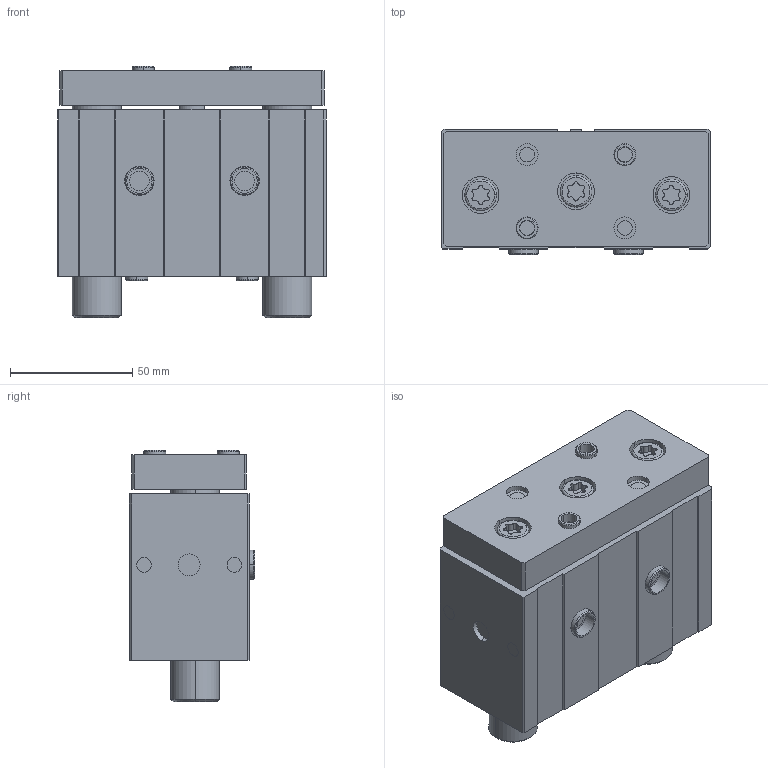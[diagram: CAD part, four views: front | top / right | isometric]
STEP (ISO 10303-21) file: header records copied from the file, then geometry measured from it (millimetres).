
FILE_DESCRIPTION((''),'2;1');
FILE_NAME('ASM0002_ASM','2023-03-03T11:41:38',('rpara'),(''),'CREO PARAMETRIC BY PTC INC, 2020342','CREO PARAMETRIC BY PTC INC, 2020342','');
FILE_SCHEMA(('CONFIG_CONTROL_DESIGN'));
Length unit declared in the file: millimetre
Products named in the file (6): 170854DFM_Z; 17085420_K; 150927_ZBH_9; 116515_G1_8; 189653_ZBH_12; ASM0002_ASM
Assembly tree (10 placements, depth 2):
  ASM0002_ASM
    170854DFM_Z
    17085420_K
    150927_ZBH_9  x4
    116515_G1_8  x2
    189653_ZBH_12  x2
Bounding box: 110 x 51.45 x 102.9 mm (x, y, z)
Volume: 412773.1 mm3; surface area: 92541.5 mm2
Topology: 10 solids, 30 shells, 495 faces, 1108 edges, 702 vertices
Faces by surface type: cylinder 216, plane 169, cone 104, torus 6
Entity records: 11904 total; most frequent: DIRECTION 2278, CARTESIAN_POINT 2022, ORIENTED_EDGE 1820, AXIS2_PLACEMENT_3D 927, EDGE_CURVE 924, VERTEX_POINT 599, CIRCLE 492, EDGE_LOOP 489
